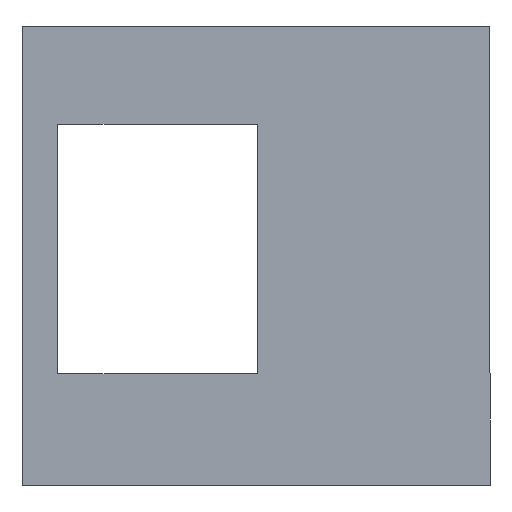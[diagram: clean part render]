
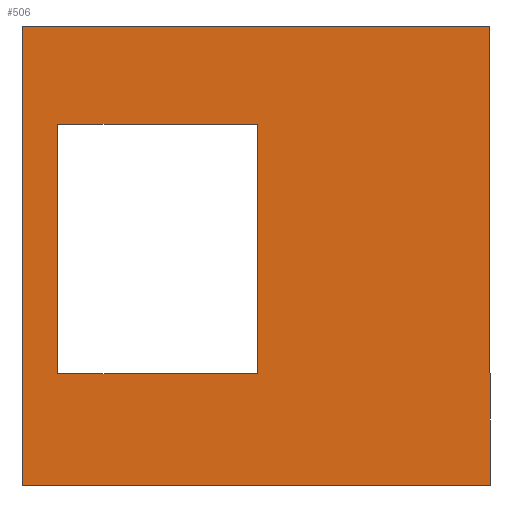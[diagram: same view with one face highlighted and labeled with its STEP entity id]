
A CAD part, top view. The second image highlights one B-rep face of the part: STEP entity #506.
In plain terms, the highlighted planar face has unit normal (0, 0, 1).
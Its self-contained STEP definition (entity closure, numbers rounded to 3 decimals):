
#18=FACE_BOUND('',#74,.T.);
#44=FACE_OUTER_BOUND('',#73,.T.);
#73=EDGE_LOOP('',(#439,#440,#441,#442,#443));
#74=EDGE_LOOP('',(#444,#445,#446,#447));
#124=LINE('',#755,#191);
#125=LINE('',#757,#192);
#127=LINE('',#761,#194);
#130=LINE('',#766,#197);
#133=LINE('',#774,#200);
#136=LINE('',#780,#203);
#139=LINE('',#786,#206);
#142=LINE('',#790,#209);
#143=LINE('',#792,#210);
#191=VECTOR('',#619,10.);
#192=VECTOR('',#620,10.);
#194=VECTOR('',#624,10.);
#197=VECTOR('',#629,10.);
#200=VECTOR('',#634,10.);
#203=VECTOR('',#639,10.);
#206=VECTOR('',#644,10.);
#209=VECTOR('',#649,10.);
#210=VECTOR('',#652,10.);
#242=VERTEX_POINT('',#752);
#243=VERTEX_POINT('',#754);
#244=VERTEX_POINT('',#756);
#245=VERTEX_POINT('',#760);
#246=VERTEX_POINT('',#764);
#249=VERTEX_POINT('',#771);
#250=VERTEX_POINT('',#773);
#252=VERTEX_POINT('',#779);
#254=VERTEX_POINT('',#785);
#302=EDGE_CURVE('',#242,#243,#124,.T.);
#303=EDGE_CURVE('',#243,#244,#125,.T.);
#305=EDGE_CURVE('',#245,#244,#127,.T.);
#308=EDGE_CURVE('',#246,#242,#130,.T.);
#311=EDGE_CURVE('',#250,#249,#133,.T.);
#314=EDGE_CURVE('',#252,#250,#136,.T.);
#317=EDGE_CURVE('',#254,#252,#139,.T.);
#320=EDGE_CURVE('',#249,#254,#142,.T.);
#321=EDGE_CURVE('',#245,#246,#143,.T.);
#439=ORIENTED_EDGE('',*,*,#308,.F.);
#440=ORIENTED_EDGE('',*,*,#321,.F.);
#441=ORIENTED_EDGE('',*,*,#305,.T.);
#442=ORIENTED_EDGE('',*,*,#303,.F.);
#443=ORIENTED_EDGE('',*,*,#302,.F.);
#444=ORIENTED_EDGE('',*,*,#320,.T.);
#445=ORIENTED_EDGE('',*,*,#317,.T.);
#446=ORIENTED_EDGE('',*,*,#314,.T.);
#447=ORIENTED_EDGE('',*,*,#311,.T.);
#480=PLANE('',#534);
#506=ADVANCED_FACE('',(#44,#18),#480,.T.);
#534=AXIS2_PLACEMENT_3D('',#793,#653,#654);
#619=DIRECTION('',(0.,-1.,0.));
#620=DIRECTION('',(0.,-1.,0.));
#624=DIRECTION('',(1.,0.,0.));
#629=DIRECTION('',(1.,0.,0.));
#634=DIRECTION('',(0.,1.,0.));
#639=DIRECTION('',(-1.,0.,0.));
#644=DIRECTION('',(0.,-1.,0.));
#649=DIRECTION('',(1.,0.,0.));
#652=DIRECTION('',(0.,1.,0.));
#653=DIRECTION('center_axis',(0.,0.,1.));
#654=DIRECTION('ref_axis',(1.,0.,0.));
#752=CARTESIAN_POINT('',(236.,-29.287,22.5));
#754=CARTESIAN_POINT('',(236.,-92.,22.5));
#755=CARTESIAN_POINT('',(236.,-92.,22.5));
#756=CARTESIAN_POINT('',(236.,-112.17,22.5));
#757=CARTESIAN_POINT('',(236.,-104.17,22.5));
#760=CARTESIAN_POINT('',(151.539,-112.17,22.5));
#761=CARTESIAN_POINT('',(200.,-112.17,22.5));
#764=CARTESIAN_POINT('',(151.539,-29.287,22.5));
#766=CARTESIAN_POINT('',(151.539,-29.287,22.5));
#771=CARTESIAN_POINT('',(158.,-47.,22.5));
#773=CARTESIAN_POINT('',(158.,-92.,22.5));
#774=CARTESIAN_POINT('',(158.,-47.,22.5));
#779=CARTESIAN_POINT('',(194.,-92.,22.5));
#780=CARTESIAN_POINT('',(151.539,-92.,22.5));
#785=CARTESIAN_POINT('',(194.,-47.,22.5));
#786=CARTESIAN_POINT('',(194.,-47.,22.5));
#790=CARTESIAN_POINT('',(200.,-47.,22.5));
#792=CARTESIAN_POINT('',(151.539,-36.287,22.5));
#793=CARTESIAN_POINT('Origin',(175.77,-70.228,22.5));
